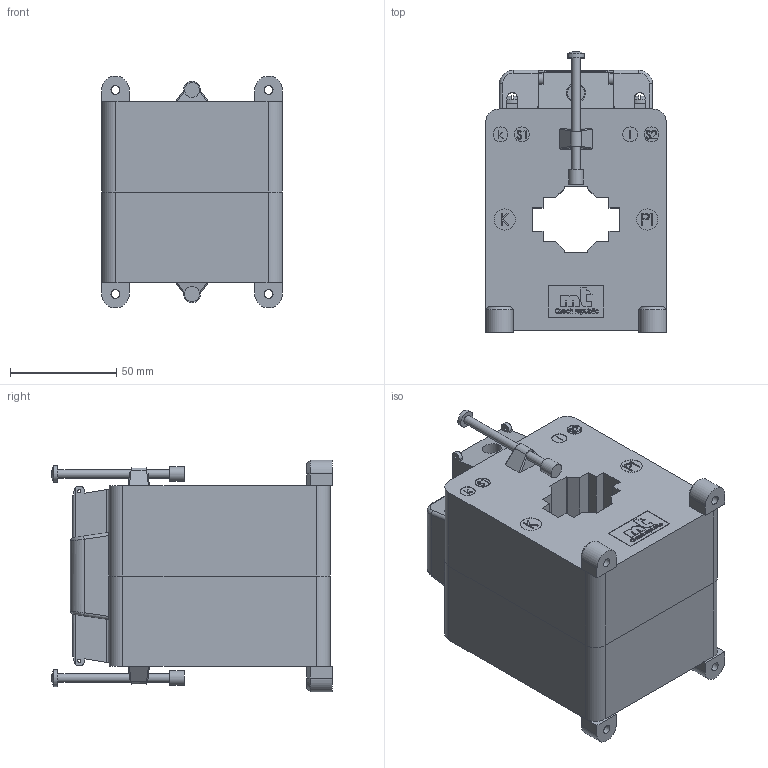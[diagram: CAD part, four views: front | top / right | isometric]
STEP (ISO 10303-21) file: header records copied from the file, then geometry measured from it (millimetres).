
FILE_DESCRIPTION(/* description */ (''),/* implementation_level */ '2;1');
FILE_NAME(/* name */ 'CLA 2.3.step',/* time_stamp */ '2024-10-22T19:57:21+02:00',/* author */ ('peter'),/* organization */ (''),/* preprocessor_version */ 'ST-DEVELOPER v20',/* originating_system */ 'Autodesk Inventor 2025',/* authorisation */ '');
FILE_SCHEMA (('AUTOMOTIVE_DESIGN { 1 0 10303 214 3 1 1 }'));
Products named in the file (11): Current transformer CLA 2.3; Front plastic case CLA 2.3; Back plastic case CLA 2.3; Type label CLA 2.3; Secondary terminal cover CLA; Plastic mounting foot; Secondary terminal; Screw M5x8; Screw 4x60; Rivet 60; Insulating cap
Assembly tree (19 placements, depth 2):
  Current transformer CLA 2.3
    Front plastic case CLA 2.3
    Back plastic case CLA 2.3
    Type label CLA 2.3
    Secondary terminal cover CLA
    Plastic mounting foot  x4
    Secondary terminal  x2
    Screw M5x8  x2
    Screw 4x60  x2
    Rivet 60  x3
    Insulating cap  x2
Bounding box: 85 x 132 x 109 mm (x, y, z)
Volume: 727225.7 mm3; surface area: 110767.4 mm2
Topology: 19 solids, 22 shells, 1277 faces, 3327 edges, 2202 vertices
Faces by surface type: plane 773, bspline 301, cylinder 165, cone 26, sphere 6, torus 6
Full cylindrical faces by diameter (mm): 1.5 x4, 2.4 x3, 2.5 x2, 3.5 x2, 4 x7, 4.2 x12, 5 x5, 7 x10, 8 x12, 9 x6, 10 x6
Entity records: 48731 total; most frequent: CARTESIAN_POINT 22617, ORIENTED_EDGE 5800, DIRECTION 4259, EDGE_CURVE 2900, LINE 1997, VECTOR 1997, VERTEX_POINT 1923, EDGE_LOOP 1225
